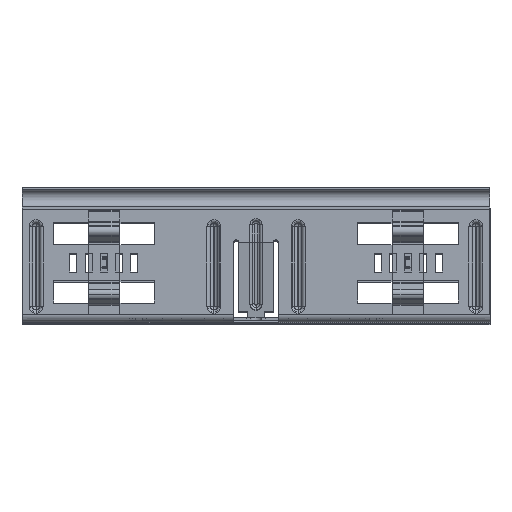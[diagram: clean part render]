
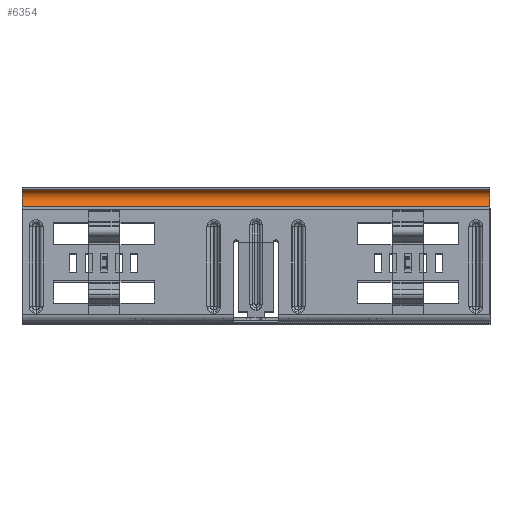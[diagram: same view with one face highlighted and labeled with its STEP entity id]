
A CAD part, top view. The second image highlights one B-rep face of the part: STEP entity #6354.
In plain terms, the highlighted cylindrical face has radius 3.7 mm (diameter 7.4 mm), a partial arc.
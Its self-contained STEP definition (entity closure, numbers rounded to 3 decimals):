
#1 = CARTESIAN_POINT ( 'NONE',  ( 4.75, 49.171, 100. ) ) ;
#150 = AXIS2_PLACEMENT_3D ( 'NONE', #4422, #13185, #5656 ) ;
#272 = VERTEX_POINT ( 'NONE', #14272 ) ;
#2700 = EDGE_LOOP ( 'NONE', ( #7196, #6590, #12948, #10159 ) ) ;
#3305 = CIRCLE ( 'NONE', #150, 3.7 ) ;
#3863 = VERTEX_POINT ( 'NONE', #6187 ) ;
#3881 = VERTEX_POINT ( 'NONE', #1 ) ;
#4422 = CARTESIAN_POINT ( 'NONE',  ( 4.75, 52.871, 100. ) ) ;
#4817 = EDGE_CURVE ( 'NONE', #3881, #272, #3305, .T. ) ;
#5102 = VECTOR ( 'NONE', #7303, 1000. ) ;
#5656 = DIRECTION ( 'NONE',  ( 0., -1., 0. ) ) ;
#6187 = CARTESIAN_POINT ( 'NONE',  ( 4.75, 56.571, -100. ) ) ;
#6343 = DIRECTION ( 'NONE',  ( 0., 1., 0. ) ) ;
#6354 = ADVANCED_FACE ( 'NONE', ( #7469 ), #6679, .F. ) ;
#6380 = CARTESIAN_POINT ( 'NONE',  ( 4.75, 52.871, -100. ) ) ;
#6590 = ORIENTED_EDGE ( 'NONE', *, *, #15642, .F. ) ;
#6679 = CYLINDRICAL_SURFACE ( 'NONE', #10269, 3.7 ) ;
#7196 = ORIENTED_EDGE ( 'NONE', *, *, #7998, .T. ) ;
#7303 = DIRECTION ( 'NONE',  ( 0., 0., -1. ) ) ;
#7469 = FACE_OUTER_BOUND ( 'NONE', #2700, .T. ) ;
#7518 = AXIS2_PLACEMENT_3D ( 'NONE', #6380, #15183, #7657 ) ;
#7657 = DIRECTION ( 'NONE',  ( 0., 1., 0. ) ) ;
#7998 = EDGE_CURVE ( 'NONE', #3863, #14160, #8139, .T. ) ;
#8139 = CIRCLE ( 'NONE', #7518, 3.7 ) ;
#8249 = DIRECTION ( 'NONE',  ( 0., 0., -1. ) ) ;
#10159 = ORIENTED_EDGE ( 'NONE', *, *, #11413, .T. ) ;
#10269 = AXIS2_PLACEMENT_3D ( 'NONE', #13895, #12633, #6343 ) ;
#10979 = LINE ( 'NONE', #14838, #5102 ) ;
#11413 = EDGE_CURVE ( 'NONE', #272, #3863, #10979, .T. ) ;
#12521 = VECTOR ( 'NONE', #8249, 1000. ) ;
#12633 = DIRECTION ( 'NONE',  ( 0., 0., -1. ) ) ;
#12948 = ORIENTED_EDGE ( 'NONE', *, *, #4817, .T. ) ;
#13185 = DIRECTION ( 'NONE',  ( 0., 0., 1. ) ) ;
#13895 = CARTESIAN_POINT ( 'NONE',  ( 4.75, 52.871, 200.417 ) ) ;
#14160 = VERTEX_POINT ( 'NONE', #14925 ) ;
#14272 = CARTESIAN_POINT ( 'NONE',  ( 4.75, 56.571, 100. ) ) ;
#14838 = CARTESIAN_POINT ( 'NONE',  ( 4.75, 56.571, 100. ) ) ;
#14925 = CARTESIAN_POINT ( 'NONE',  ( 4.75, 49.171, -100. ) ) ;
#15183 = DIRECTION ( 'NONE',  ( 0., 0., -1. ) ) ;
#15642 = EDGE_CURVE ( 'NONE', #3881, #14160, #15861, .T. ) ;
#15779 = CARTESIAN_POINT ( 'NONE',  ( 4.75, 49.171, 100. ) ) ;
#15861 = LINE ( 'NONE', #15779, #12521 ) ;
